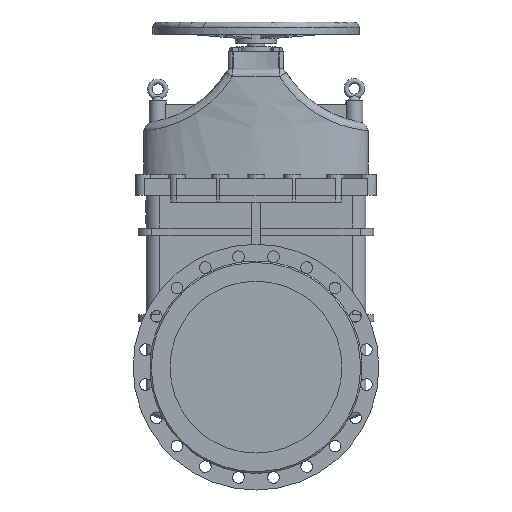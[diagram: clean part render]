
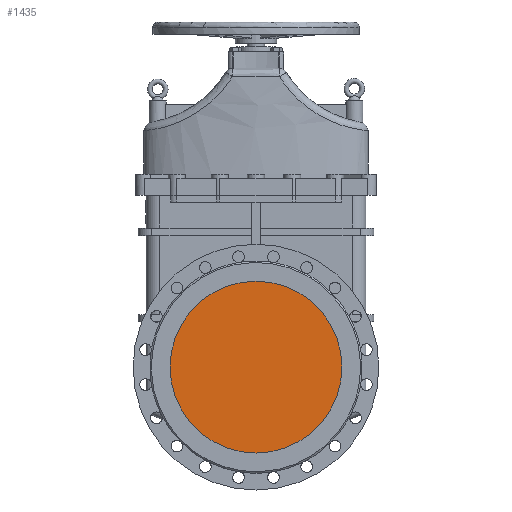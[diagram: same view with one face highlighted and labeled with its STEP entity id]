
A CAD part, left-side view. The second image highlights one B-rep face of the part: STEP entity #1435.
In plain terms, the highlighted planar face has unit normal (-1, 0, 0).
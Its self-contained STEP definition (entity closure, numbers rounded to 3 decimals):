
#1435=ADVANCED_FACE('',(#37578),#37580,.T.);
#37578=FACE_BOUND('',#37579,.T.);
#37579=EDGE_LOOP('',(#73944));
#37580=PLANE('',#37581);
#37581=AXIS2_PLACEMENT_3D('',#37582,#37583,#37584);
#37582=CARTESIAN_POINT('',(145263.944,-17293.267,306.183));
#37583=DIRECTION('',(-1.,0.,0.));
#37584=DIRECTION('',(0.,-1.,0.));
#73944=ORIENTED_EDGE('',*,*,#95402,.F.);
#95402=EDGE_CURVE('',#109957,#109957,#109958,.T.);
#109957=VERTEX_POINT('',#137709);
#109958=CIRCLE('',#137710,250.);
#137709=CARTESIAN_POINT('',(145263.944,-17543.267,306.183));
#137710=AXIS2_PLACEMENT_3D('',#137711,#137712,#137713);
#137711=CARTESIAN_POINT('',(145263.944,-17293.267,306.183));
#137712=DIRECTION('',(1.,0.,0.));
#137713=DIRECTION('',(0.,1.,0.));
